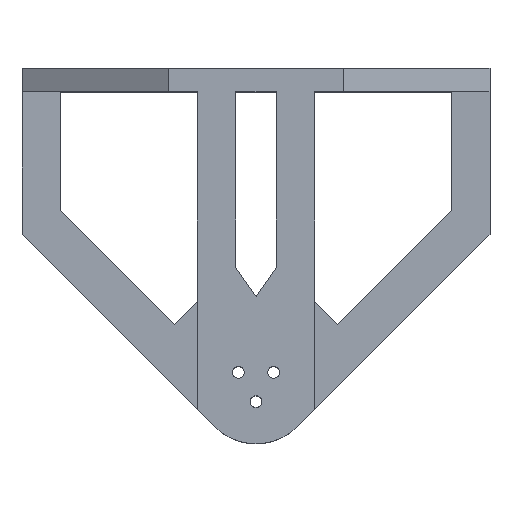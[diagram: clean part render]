
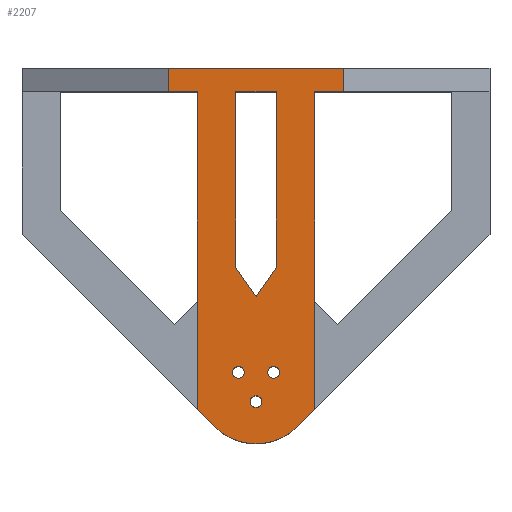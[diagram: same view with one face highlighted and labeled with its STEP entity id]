
A CAD part, top view. The second image highlights one B-rep face of the part: STEP entity #2207.
In plain terms, the highlighted planar face has unit normal (0, 0, 1).
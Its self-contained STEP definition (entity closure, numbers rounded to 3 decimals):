
#46=FACE_BOUND('',#330,.T.);
#47=FACE_BOUND('',#331,.T.);
#48=FACE_BOUND('',#332,.T.);
#49=FACE_BOUND('',#333,.T.);
#106=PLANE('',#2438);
#209=FACE_OUTER_BOUND('',#329,.T.);
#329=EDGE_LOOP('',(#1948,#1949,#1950,#1951,#1952,#1953,#1954,#1955,#1956,
#1957));
#330=EDGE_LOOP('',(#1958));
#331=EDGE_LOOP('',(#1959));
#332=EDGE_LOOP('',(#1960));
#333=EDGE_LOOP('',(#1961,#1962,#1963,#1964,#1965));
#449=LINE('',#3478,#647);
#456=LINE('',#3493,#654);
#465=LINE('',#3512,#663);
#475=LINE('',#3531,#673);
#483=LINE('',#3553,#681);
#485=LINE('',#3558,#683);
#508=LINE('',#3604,#706);
#511=LINE('',#3608,#709);
#514=LINE('',#3614,#712);
#533=LINE('',#3653,#731);
#553=LINE('',#3691,#751);
#554=LINE('',#3693,#752);
#555=LINE('',#3695,#753);
#556=LINE('',#3696,#754);
#647=VECTOR('',#2856,10.);
#654=VECTOR('',#2867,10.);
#663=VECTOR('',#2882,10.);
#673=VECTOR('',#2894,10.);
#681=VECTOR('',#2912,10.);
#683=VECTOR('',#2916,10.);
#706=VECTOR('',#2947,10.);
#709=VECTOR('',#2950,10.);
#712=VECTOR('',#2953,10.);
#731=VECTOR('',#2992,10.);
#751=VECTOR('',#3026,10.);
#752=VECTOR('',#3027,10.);
#753=VECTOR('',#3028,10.);
#754=VECTOR('',#3029,10.);
#858=CIRCLE('',#2370,1.);
#862=CIRCLE('',#2376,1.);
#866=CIRCLE('',#2382,1.);
#885=CIRCLE('',#2415,10.);
#1008=VERTEX_POINT('',#3402);
#1012=VERTEX_POINT('',#3414);
#1016=VERTEX_POINT('',#3426);
#1034=VERTEX_POINT('',#3475);
#1035=VERTEX_POINT('',#3477);
#1041=VERTEX_POINT('',#3492);
#1048=VERTEX_POINT('',#3511);
#1056=VERTEX_POINT('',#3529);
#1062=VERTEX_POINT('',#3543);
#1063=VERTEX_POINT('',#3545);
#1065=VERTEX_POINT('',#3551);
#1067=VERTEX_POINT('',#3557);
#1085=VERTEX_POINT('',#3601);
#1086=VERTEX_POINT('',#3603);
#1089=VERTEX_POINT('',#3611);
#1090=VERTEX_POINT('',#3613);
#1112=VERTEX_POINT('',#3692);
#1113=VERTEX_POINT('',#3694);
#1276=EDGE_CURVE('',#1008,#1008,#858,.T.);
#1282=EDGE_CURVE('',#1012,#1012,#862,.T.);
#1288=EDGE_CURVE('',#1016,#1016,#866,.T.);
#1312=EDGE_CURVE('',#1035,#1034,#449,.T.);
#1319=EDGE_CURVE('',#1041,#1035,#456,.T.);
#1329=EDGE_CURVE('',#1048,#1041,#465,.T.);
#1339=EDGE_CURVE('',#1034,#1056,#475,.T.);
#1346=EDGE_CURVE('',#1063,#1062,#885,.T.);
#1350=EDGE_CURVE('',#1062,#1065,#483,.T.);
#1352=EDGE_CURVE('',#1067,#1063,#485,.T.);
#1376=EDGE_CURVE('',#1085,#1086,#508,.T.);
#1379=EDGE_CURVE('',#1056,#1048,#511,.T.);
#1382=EDGE_CURVE('',#1089,#1090,#514,.T.);
#1403=EDGE_CURVE('',#1067,#1089,#533,.T.);
#1424=EDGE_CURVE('',#1086,#1065,#553,.T.);
#1425=EDGE_CURVE('',#1112,#1085,#554,.T.);
#1426=EDGE_CURVE('',#1113,#1112,#555,.T.);
#1427=EDGE_CURVE('',#1113,#1090,#556,.T.);
#1948=ORIENTED_EDGE('',*,*,#1350,.T.);
#1949=ORIENTED_EDGE('',*,*,#1424,.F.);
#1950=ORIENTED_EDGE('',*,*,#1376,.F.);
#1951=ORIENTED_EDGE('',*,*,#1425,.F.);
#1952=ORIENTED_EDGE('',*,*,#1426,.F.);
#1953=ORIENTED_EDGE('',*,*,#1427,.T.);
#1954=ORIENTED_EDGE('',*,*,#1382,.F.);
#1955=ORIENTED_EDGE('',*,*,#1403,.F.);
#1956=ORIENTED_EDGE('',*,*,#1352,.T.);
#1957=ORIENTED_EDGE('',*,*,#1346,.T.);
#1958=ORIENTED_EDGE('',*,*,#1276,.T.);
#1959=ORIENTED_EDGE('',*,*,#1282,.T.);
#1960=ORIENTED_EDGE('',*,*,#1288,.T.);
#1961=ORIENTED_EDGE('',*,*,#1339,.T.);
#1962=ORIENTED_EDGE('',*,*,#1379,.T.);
#1963=ORIENTED_EDGE('',*,*,#1329,.T.);
#1964=ORIENTED_EDGE('',*,*,#1319,.T.);
#1965=ORIENTED_EDGE('',*,*,#1312,.T.);
#2207=ADVANCED_FACE('',(#209,#46,#47,#48,#49),#106,.T.);
#2370=AXIS2_PLACEMENT_3D('',#3403,#2772,#2773);
#2376=AXIS2_PLACEMENT_3D('',#3415,#2786,#2787);
#2382=AXIS2_PLACEMENT_3D('',#3427,#2800,#2801);
#2415=AXIS2_PLACEMENT_3D('',#3546,#2905,#2906);
#2438=AXIS2_PLACEMENT_3D('',#3690,#3024,#3025);
#2772=DIRECTION('center_axis',(0.,0.,-1.));
#2773=DIRECTION('ref_axis',(1.,0.,0.));
#2786=DIRECTION('center_axis',(0.,0.,-1.));
#2787=DIRECTION('ref_axis',(1.,0.,0.));
#2800=DIRECTION('center_axis',(0.,0.,-1.));
#2801=DIRECTION('ref_axis',(1.,0.,0.));
#2856=DIRECTION('',(-0.574,0.819,0.));
#2867=DIRECTION('',(-0.574,-0.819,0.));
#2882=DIRECTION('',(0.,-1.,0.));
#2894=DIRECTION('',(0.,1.,0.));
#2905=DIRECTION('center_axis',(0.,0.,1.));
#2906=DIRECTION('ref_axis',(0.788,0.615,0.));
#2912=DIRECTION('',(0.707,0.707,0.));
#2916=DIRECTION('',(0.707,-0.707,0.));
#2947=DIRECTION('',(-1.,0.,0.));
#2950=DIRECTION('',(1.,0.,0.));
#2953=DIRECTION('',(-1.,0.,0.));
#2992=DIRECTION('',(0.,1.,0.));
#3024=DIRECTION('center_axis',(0.,0.,1.));
#3025=DIRECTION('ref_axis',(-1.,0.,0.));
#3026=DIRECTION('',(0.,-1.,0.));
#3027=DIRECTION('',(0.,-1.,0.));
#3028=DIRECTION('',(1.,0.,0.));
#3029=DIRECTION('',(0.,-1.,0.));
#3402=CARTESIAN_POINT('',(2.,-52.,15.));
#3403=CARTESIAN_POINT('Origin',(3.,-52.,15.));
#3414=CARTESIAN_POINT('',(-4.,-52.,15.));
#3415=CARTESIAN_POINT('Origin',(-3.,-52.,15.));
#3426=CARTESIAN_POINT('',(-1.,-57.,15.));
#3427=CARTESIAN_POINT('Origin',(0.,-57.,15.));
#3475=CARTESIAN_POINT('',(-3.5,-34.,15.));
#3477=CARTESIAN_POINT('',(0.,-38.999,15.));
#3478=CARTESIAN_POINT('',(-6.694,-29.438,15.));
#3492=CARTESIAN_POINT('',(3.5,-34.,15.));
#3493=CARTESIAN_POINT('',(13.379,-19.891,15.));
#3511=CARTESIAN_POINT('',(3.5,-4.,15.));
#3512=CARTESIAN_POINT('',(3.5,-2.,15.));
#3529=CARTESIAN_POINT('',(-3.5,-4.,15.));
#3531=CARTESIAN_POINT('',(-3.5,-17.,15.));
#3543=CARTESIAN_POINT('',(7.071,-61.271,15.));
#3545=CARTESIAN_POINT('',(-7.071,-61.271,15.));
#3546=CARTESIAN_POINT('Origin',(0.,-54.2,15.));
#3551=CARTESIAN_POINT('',(10.,-58.342,15.));
#3553=CARTESIAN_POINT('',(24.371,-43.971,15.));
#3557=CARTESIAN_POINT('',(-10.,-58.342,15.));
#3558=CARTESIAN_POINT('',(-18.957,-49.385,15.));
#3601=CARTESIAN_POINT('',(15.,-4.,15.));
#3603=CARTESIAN_POINT('',(10.,-4.,15.));
#3604=CARTESIAN_POINT('',(-15.,-4.,15.));
#3608=CARTESIAN_POINT('',(5.75,-4.,15.));
#3611=CARTESIAN_POINT('',(-10.,-4.,15.));
#3613=CARTESIAN_POINT('',(-15.,-4.,15.));
#3614=CARTESIAN_POINT('',(-15.,-4.,15.));
#3653=CARTESIAN_POINT('',(-10.,0.,15.));
#3690=CARTESIAN_POINT('Origin',(15.,0.,15.));
#3691=CARTESIAN_POINT('',(10.,0.,15.));
#3692=CARTESIAN_POINT('',(15.,0.,15.));
#3693=CARTESIAN_POINT('',(15.,0.,15.));
#3694=CARTESIAN_POINT('',(-15.,0.,15.));
#3695=CARTESIAN_POINT('',(-15.,0.,15.));
#3696=CARTESIAN_POINT('',(-15.,0.,15.));
